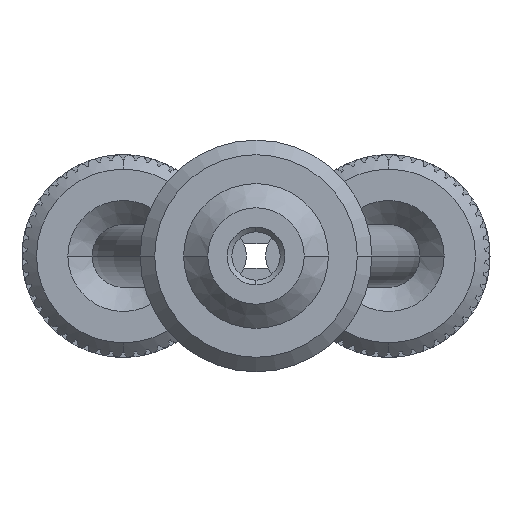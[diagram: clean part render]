
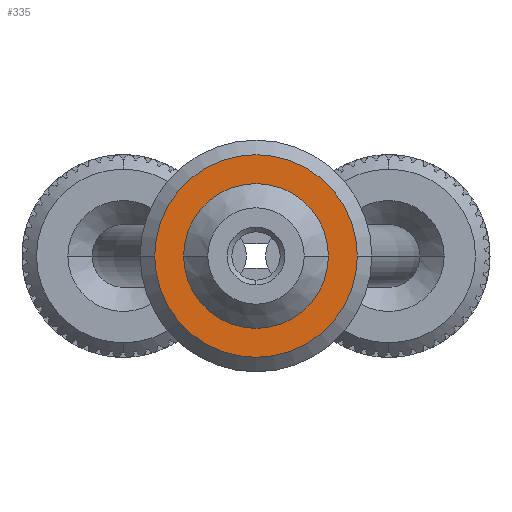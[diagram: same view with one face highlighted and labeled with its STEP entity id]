
A CAD part, left-side view. The second image highlights one B-rep face of the part: STEP entity #335.
In plain terms, the highlighted planar face has unit normal (-1, 0, 0).
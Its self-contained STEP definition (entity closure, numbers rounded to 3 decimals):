
#77=CARTESIAN_POINT('',(-6.,0.,0.));
#78=DIRECTION('',(-1.,0.,0.));
#79=DIRECTION('',(0.,1.,0.));
#80=AXIS2_PLACEMENT_3D('',#77,#78,#79);
#82=CARTESIAN_POINT('',(-6.,0.,0.));
#83=DIRECTION('',(-1.,0.,0.));
#84=DIRECTION('',(0.,-1.,0.));
#85=AXIS2_PLACEMENT_3D('',#82,#83,#84);
#96=CARTESIAN_POINT('',(-6.,0.,0.));
#97=DIRECTION('',(-1.,0.,0.));
#98=DIRECTION('',(0.,1.,0.));
#99=AXIS2_PLACEMENT_3D('',#96,#97,#98);
#138=CARTESIAN_POINT('',(-6.,0.,0.));
#139=DIRECTION('',(1.,0.,0.));
#140=DIRECTION('',(0.,1.,0.));
#141=AXIS2_PLACEMENT_3D('',#138,#139,#140);
#195=CARTESIAN_POINT('',(-6.,1.5,0.));
#196=CARTESIAN_POINT('',(-6.,-1.5,0.));
#197=VERTEX_POINT('',#195);
#198=VERTEX_POINT('',#196);
#207=CARTESIAN_POINT('',(-6.,2.1,0.));
#208=CARTESIAN_POINT('',(-6.,-2.1,0.));
#209=VERTEX_POINT('',#207);
#210=VERTEX_POINT('',#208);
#319=CARTESIAN_POINT('',(-6.,0.,0.));
#320=DIRECTION('',(1.,0.,0.));
#321=DIRECTION('',(0.,-1.,0.));
#322=AXIS2_PLACEMENT_3D('',#319,#320,#321);
#323=PLANE('',#322);
#324=ORIENTED_EDGE('',*,*,#309,.F.);
#326=ORIENTED_EDGE('',*,*,#325,.F.);
#327=EDGE_LOOP('',(#324,#326));
#328=FACE_OUTER_BOUND('',#327,.F.);
#330=ORIENTED_EDGE('',*,*,#329,.T.);
#332=ORIENTED_EDGE('',*,*,#331,.F.);
#333=EDGE_LOOP('',(#330,#332));
#334=FACE_BOUND('',#333,.F.);
#81=CIRCLE('',#80,2.1);
#86=CIRCLE('',#85,2.1);
#100=CIRCLE('',#99,1.5);
#142=CIRCLE('',#141,1.5);
#309=EDGE_CURVE('',#209,#210,#81,.T.);
#325=EDGE_CURVE('',#210,#209,#86,.T.);
#329=EDGE_CURVE('',#197,#198,#100,.T.);
#331=EDGE_CURVE('',#197,#198,#142,.T.);
#335=ADVANCED_FACE('',(#328,#334),#323,.F.);
